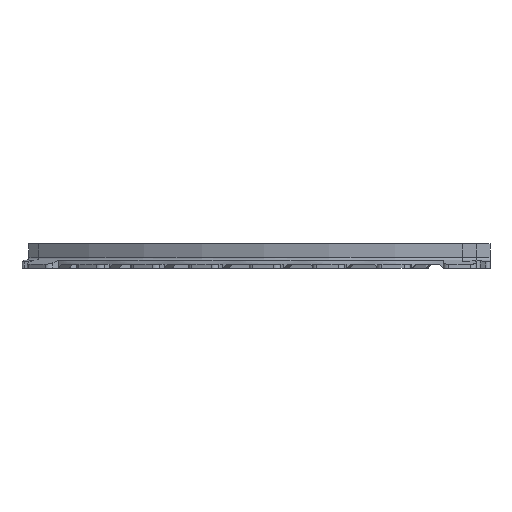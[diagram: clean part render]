
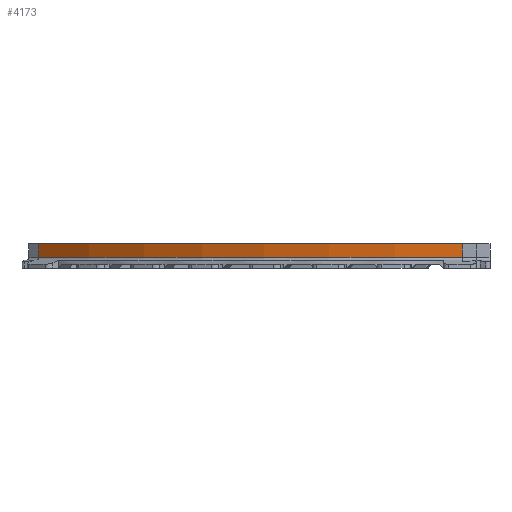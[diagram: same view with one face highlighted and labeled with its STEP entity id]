
A CAD part, left-side view. The second image highlights one B-rep face of the part: STEP entity #4173.
In plain terms, the highlighted cylindrical face has radius 227 mm (diameter 454 mm), a partial arc.
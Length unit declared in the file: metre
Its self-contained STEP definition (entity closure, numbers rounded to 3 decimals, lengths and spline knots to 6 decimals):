
#116=CYLINDRICAL_SURFACE('',#4426,0.227);
#192=CIRCLE('',#4414,0.227);
#200=CIRCLE('',#4427,0.227);
#540=ORIENTED_EDGE('',*,*,#1858,.F.);
#541=ORIENTED_EDGE('',*,*,#1859,.T.);
#542=ORIENTED_EDGE('',*,*,#1860,.F.);
#543=ORIENTED_EDGE('',*,*,#1823,.F.);
#1823=EDGE_CURVE('',#2483,#2484,#192,.T.);
#1858=EDGE_CURVE('',#2516,#2483,#2926,.T.);
#1859=EDGE_CURVE('',#2516,#2517,#200,.F.);
#1860=EDGE_CURVE('',#2484,#2517,#2927,.F.);
#2483=VERTEX_POINT('',#6495);
#2484=VERTEX_POINT('',#6497);
#2516=VERTEX_POINT('',#6569);
#2517=VERTEX_POINT('',#6571);
#2926=LINE('',#6568,#3302);
#2927=LINE('',#6572,#3303);
#3302=VECTOR('',#5105,1.);
#3303=VECTOR('',#5108,1.);
#3565=EDGE_LOOP('',(#540,#541,#542,#543));
#3797=FACE_BOUND('',#3565,.T.);
#4173=ADVANCED_FACE('',(#3797),#116,.T.);
#4414=AXIS2_PLACEMENT_3D('',#6496,#5052,#5053);
#4426=AXIS2_PLACEMENT_3D('',#6567,#5103,#5104);
#4427=AXIS2_PLACEMENT_3D('',#6570,#5106,#5107);
#5052=DIRECTION('',(0.,0.,1.));
#5053=DIRECTION('',(1.,0.,0.));
#5103=DIRECTION('',(0.,0.,1.));
#5104=DIRECTION('',(1.,0.,0.));
#5105=DIRECTION('',(0.,0.,1.));
#5106=DIRECTION('',(0.,0.,-1.));
#5107=DIRECTION('',(-1.,0.,0.));
#5108=DIRECTION('',(0.,0.,1.));
#6495=CARTESIAN_POINT('',(0.039487,0.160513,0.006));
#6496=CARTESIAN_POINT('',(0.2,0.,0.006));
#6497=CARTESIAN_POINT('',(-0.026943,0.0051,0.006));
#6567=CARTESIAN_POINT('',(0.2,0.,-0.004152));
#6568=CARTESIAN_POINT('',(0.039487,0.160513,0.003));
#6569=CARTESIAN_POINT('',(0.039487,0.160513,0.001));
#6570=CARTESIAN_POINT('',(0.2,0.,0.001));
#6571=CARTESIAN_POINT('',(-0.026943,0.0051,0.001));
#6572=CARTESIAN_POINT('',(-0.026943,0.0051,-0.004152));
